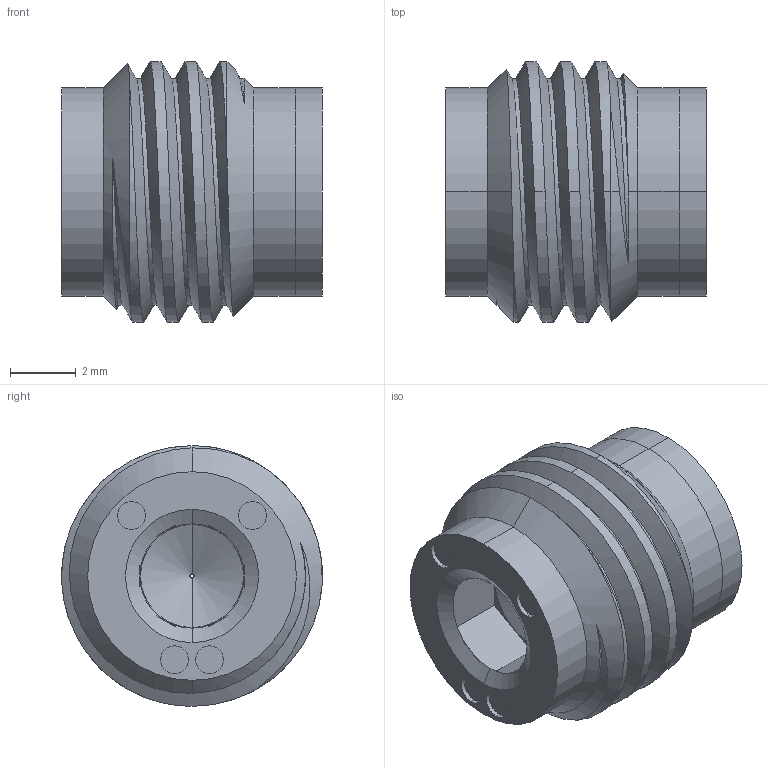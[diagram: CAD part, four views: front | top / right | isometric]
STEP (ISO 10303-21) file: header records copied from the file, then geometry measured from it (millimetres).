
FILE_DESCRIPTION (( 'STEP AP203' ), '1' );
FILE_NAME ('FR-SS-05.STEP', '2025-08-25T18:48:04', ( '' ), ( '' ), 'SwSTEP 2.0', 'SolidWorks 2018', '' );
FILE_SCHEMA (( 'CONFIG_CONTROL_DESIGN' ));
Length unit declared in the file: inch
Products named in the file (3): PRT-000069; FR-SS-05; PRT-000107
Assembly tree (2 placements, depth 2):
  FR-SS-05
    PRT-000107
    PRT-000069
Bounding box: 7.94 x 7.93 x 7.94 mm (x, y, z)
Volume: 227.6 mm3; surface area: 475.5 mm2
Topology: 2 solids, 2 shells, 71 faces, 160 edges, 101 vertices
Faces by surface type: cylinder 31, plane 24, cone 13, bspline 3
Entity records: 3268 total; most frequent: CARTESIAN_POINT 1380, DIRECTION 347, ORIENTED_EDGE 320, EDGE_CURVE 160, AXIS2_PLACEMENT_3D 140, VERTEX_POINT 101, EDGE_LOOP 83, FACE_OUTER_BOUND 71
